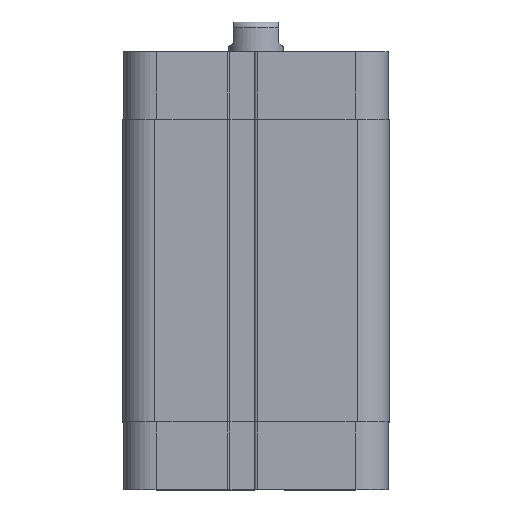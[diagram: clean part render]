
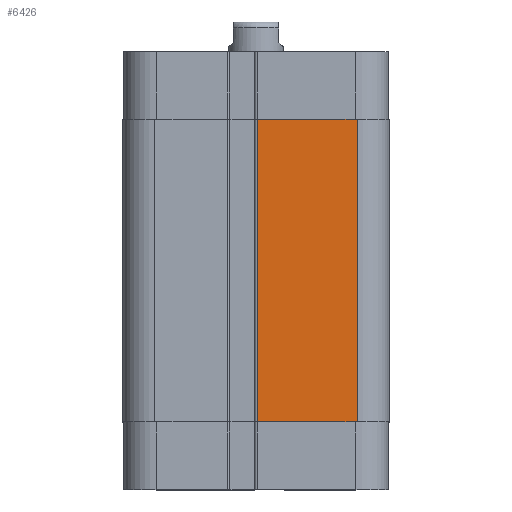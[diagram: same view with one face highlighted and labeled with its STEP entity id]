
A CAD part, top view. The second image highlights one B-rep face of the part: STEP entity #6426.
In plain terms, the highlighted planar face has unit normal (0, 0, 1).
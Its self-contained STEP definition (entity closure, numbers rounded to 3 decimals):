
#4993=CARTESIAN_POINT('',(0.25,33.0,29.05));
#4994=VERTEX_POINT('',#4993);
#5002=CARTESIAN_POINT('',(22.05,33.0,29.05));
#5003=VERTEX_POINT('',#5002);
#5004=CARTESIAN_POINT('',(22.05,33.0,29.05));
#5005=DIRECTION('',(-1.0,0.0,0.0));
#5006=VECTOR('',#5005,21.8);
#5007=LINE('',#5004,#5006);
#5008=EDGE_CURVE('',#5003,#4994,#5007,.T.);
#6060=CARTESIAN_POINT('',(22.05,-33.0,29.05));
#6061=VERTEX_POINT('',#6060);
#6069=CARTESIAN_POINT('',(0.25,-33.0,29.05));
#6070=VERTEX_POINT('',#6069);
#6071=CARTESIAN_POINT('',(0.25,-33.0,29.05));
#6072=DIRECTION('',(1.0,0.0,0.0));
#6073=VECTOR('',#6072,21.8);
#6074=LINE('',#6071,#6073);
#6075=EDGE_CURVE('',#6070,#6061,#6074,.T.);
#6394=CARTESIAN_POINT('',(22.05,33.0,29.05));
#6395=DIRECTION('',(0.0,-1.0,0.0));
#6396=VECTOR('',#6395,66.0);
#6397=LINE('',#6394,#6396);
#6398=EDGE_CURVE('',#5003,#6061,#6397,.T.);
#6410=CARTESIAN_POINT('',(22.05,0.0,29.05));
#6411=DIRECTION('',(0.0,0.0,1.0));
#6412=DIRECTION('',(1.0,0.0,0.0));
#6413=AXIS2_PLACEMENT_3D('',#6410,#6411,#6412);
#6414=PLANE('',#6413);
#6415=ORIENTED_EDGE('',*,*,#5008,.T.);
#6416=CARTESIAN_POINT('',(0.25,33.0,29.05));
#6417=DIRECTION('',(0.0,-1.0,0.0));
#6418=VECTOR('',#6417,66.0);
#6419=LINE('',#6416,#6418);
#6420=EDGE_CURVE('',#4994,#6070,#6419,.T.);
#6421=ORIENTED_EDGE('',*,*,#6420,.T.);
#6422=ORIENTED_EDGE('',*,*,#6075,.T.);
#6423=ORIENTED_EDGE('',*,*,#6398,.F.);
#6424=EDGE_LOOP('',(#6415,#6421,#6422,#6423));
#6425=FACE_OUTER_BOUND('',#6424,.T.);
#6426=ADVANCED_FACE('',(#6425),#6414,.T.);
